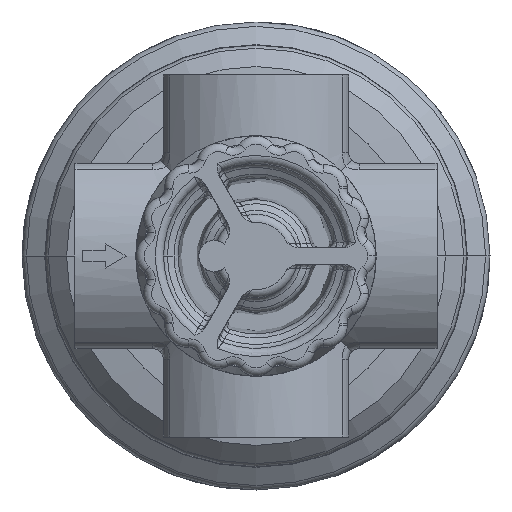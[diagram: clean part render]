
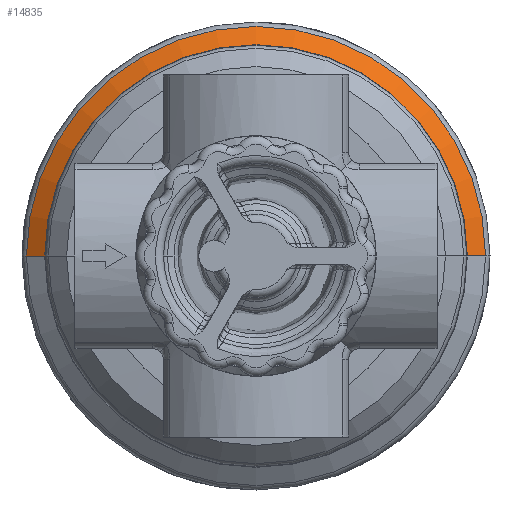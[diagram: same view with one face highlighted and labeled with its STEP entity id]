
A CAD part, front view. The second image highlights one B-rep face of the part: STEP entity #14835.
In plain terms, the highlighted conical face has half-angle 55 degrees and reference radius 34.341 mm.
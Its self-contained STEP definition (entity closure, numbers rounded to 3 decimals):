
#115 = VECTOR ( 'NONE', #14449, 1000. ) ;
#482 = CARTESIAN_POINT ( 'NONE',  ( 0., 58.453, -33.663 ) ) ;
#1751 = CONICAL_SURFACE ( 'NONE', #2031, 34.341, 0.96 ) ;
#1803 = DIRECTION ( 'NONE',  ( 0., 0., -1. ) ) ;
#1880 = DIRECTION ( 'NONE',  ( 0., 0., -1. ) ) ;
#2031 = AXIS2_PLACEMENT_3D ( 'NONE', #4161, #14837, #13445 ) ;
#2379 = CARTESIAN_POINT ( 'NONE',  ( 0., 58.928, -34.341 ) ) ;
#2868 = ORIENTED_EDGE ( 'NONE', *, *, #6109, .T. ) ;
#3274 = DIRECTION ( 'NONE',  ( 0., -1., 0. ) ) ;
#3821 = CARTESIAN_POINT ( 'NONE',  ( 0., 58.453, 33.663 ) ) ;
#4161 = CARTESIAN_POINT ( 'NONE',  ( 0., 58.928, 0. ) ) ;
#4576 = EDGE_CURVE ( 'NONE', #16978, #7689, #11302, .T. ) ;
#5121 = AXIS2_PLACEMENT_3D ( 'NONE', #15001, #16493, #1880 ) ;
#5528 = CARTESIAN_POINT ( 'NONE',  ( 0., 56.58, -30.988 ) ) ;
#5635 = EDGE_CURVE ( 'NONE', #16978, #9209, #13395, .T. ) ;
#6109 = EDGE_CURVE ( 'NONE', #9209, #13827, #15167, .T. ) ;
#7689 = VERTEX_POINT ( 'NONE', #16460 ) ;
#8615 = CARTESIAN_POINT ( 'NONE',  ( 0., 56.58, 0. ) ) ;
#9209 = VERTEX_POINT ( 'NONE', #482 ) ;
#9742 = ORIENTED_EDGE ( 'NONE', *, *, #10189, .F. ) ;
#9847 = ORIENTED_EDGE ( 'NONE', *, *, #4576, .F. ) ;
#10189 = EDGE_CURVE ( 'NONE', #7689, #13827, #16107, .T. ) ;
#11302 = CIRCLE ( 'NONE', #14627, 30.988 ) ;
#12263 = VECTOR ( 'NONE', #12993, 1000. ) ;
#12993 = DIRECTION ( 'NONE',  ( 0., 0.574, 0.819 ) ) ;
#13178 = ORIENTED_EDGE ( 'NONE', *, *, #5635, .T. ) ;
#13395 = LINE ( 'NONE', #2379, #115 ) ;
#13445 = DIRECTION ( 'NONE',  ( 0., 0., 1. ) ) ;
#13827 = VERTEX_POINT ( 'NONE', #3821 ) ;
#14069 = EDGE_LOOP ( 'NONE', ( #9847, #13178, #2868, #9742 ) ) ;
#14449 = DIRECTION ( 'NONE',  ( 0., 0.574, -0.819 ) ) ;
#14627 = AXIS2_PLACEMENT_3D ( 'NONE', #8615, #3274, #1803 ) ;
#14835 = ADVANCED_FACE ( 'NONE', ( #15898 ), #1751, .T. ) ;
#14837 = DIRECTION ( 'NONE',  ( 0., 1., 0. ) ) ;
#15001 = CARTESIAN_POINT ( 'NONE',  ( 0., 58.453, 0. ) ) ;
#15167 = CIRCLE ( 'NONE', #5121, 33.663 ) ;
#15787 = CARTESIAN_POINT ( 'NONE',  ( 0., 58.928, 34.341 ) ) ;
#15898 = FACE_OUTER_BOUND ( 'NONE', #14069, .T. ) ;
#16107 = LINE ( 'NONE', #15787, #12263 ) ;
#16460 = CARTESIAN_POINT ( 'NONE',  ( 0., 56.58, 30.988 ) ) ;
#16493 = DIRECTION ( 'NONE',  ( 0., -1., 0. ) ) ;
#16978 = VERTEX_POINT ( 'NONE', #5528 ) ;
